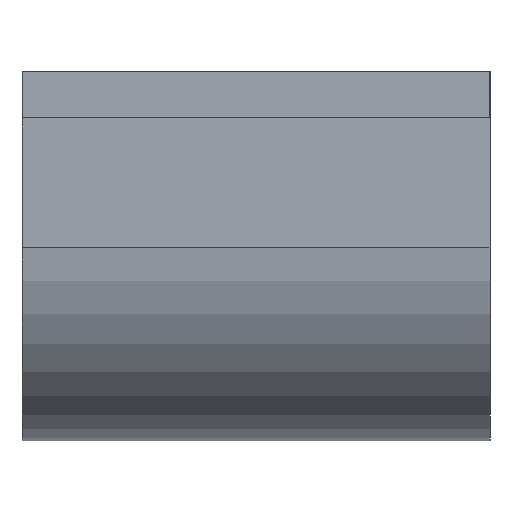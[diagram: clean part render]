
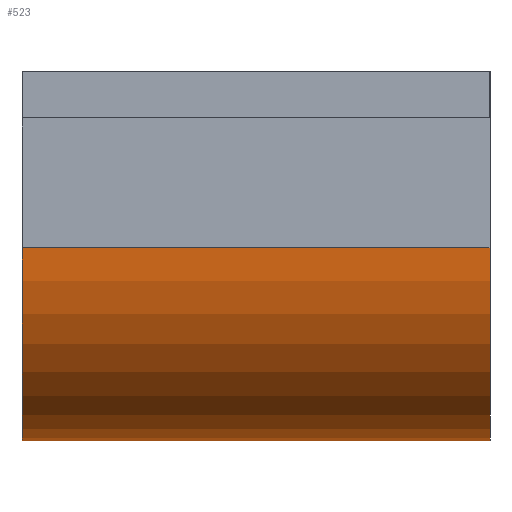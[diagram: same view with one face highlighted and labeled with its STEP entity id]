
A CAD part, left-side view. The second image highlights one B-rep face of the part: STEP entity #523.
In plain terms, the highlighted cylindrical face has radius 16.5 mm (diameter 33 mm), a partial arc.
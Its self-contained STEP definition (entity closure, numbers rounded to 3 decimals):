
#3 = ORIENTED_EDGE ( 'NONE', *, *, #325, .T. ) ;
#10 = EDGE_CURVE ( 'NONE', #740, #687, #770, .T. ) ;
#11 = CARTESIAN_POINT ( 'NONE',  ( 0., 0., -16.5 ) ) ;
#20 = CARTESIAN_POINT ( 'NONE',  ( -16.5, 40., 0. ) ) ;
#92 = EDGE_LOOP ( 'NONE', ( #214, #404, #3, #489 ) ) ;
#100 = DIRECTION ( 'NONE',  ( 0., 1., 0. ) ) ;
#103 = DIRECTION ( 'NONE',  ( 0., 0., 1. ) ) ;
#116 = DIRECTION ( 'NONE',  ( 0., -1., 0. ) ) ;
#120 = LINE ( 'NONE', #356, #235 ) ;
#154 = EDGE_CURVE ( 'NONE', #740, #592, #120, .T. ) ;
#174 = CYLINDRICAL_SURFACE ( 'NONE', #915, 16.5 ) ;
#185 = DIRECTION ( 'NONE',  ( 0., 0., -1. ) ) ;
#214 = ORIENTED_EDGE ( 'NONE', *, *, #10, .F. ) ;
#235 = VECTOR ( 'NONE', #116, 1000. ) ;
#284 = CARTESIAN_POINT ( 'NONE',  ( 0., 0., 0. ) ) ;
#322 = DIRECTION ( 'NONE',  ( 0., 1., 0. ) ) ;
#325 = EDGE_CURVE ( 'NONE', #592, #640, #416, .T. ) ;
#339 = CARTESIAN_POINT ( 'NONE',  ( -16.5, 40., 0. ) ) ;
#356 = CARTESIAN_POINT ( 'NONE',  ( 0., 40., -16.5 ) ) ;
#404 = ORIENTED_EDGE ( 'NONE', *, *, #154, .T. ) ;
#416 = CIRCLE ( 'NONE', #768, 16.5 ) ;
#489 = ORIENTED_EDGE ( 'NONE', *, *, #631, .F. ) ;
#493 = AXIS2_PLACEMENT_3D ( 'NONE', #773, #100, #789 ) ;
#523 = ADVANCED_FACE ( 'NONE', ( #709 ), #174, .T. ) ;
#568 = CARTESIAN_POINT ( 'NONE',  ( -16.5, 0., 0. ) ) ;
#592 = VERTEX_POINT ( 'NONE', #11 ) ;
#626 = VECTOR ( 'NONE', #845, 1000. ) ;
#631 = EDGE_CURVE ( 'NONE', #687, #640, #799, .T. ) ;
#637 = DIRECTION ( 'NONE',  ( 0., -1., 0. ) ) ;
#640 = VERTEX_POINT ( 'NONE', #568 ) ;
#649 = CARTESIAN_POINT ( 'NONE',  ( 0., 40., 0. ) ) ;
#660 = CARTESIAN_POINT ( 'NONE',  ( 0., 40., -16.5 ) ) ;
#687 = VERTEX_POINT ( 'NONE', #339 ) ;
#709 = FACE_OUTER_BOUND ( 'NONE', #92, .T. ) ;
#740 = VERTEX_POINT ( 'NONE', #660 ) ;
#768 = AXIS2_PLACEMENT_3D ( 'NONE', #284, #322, #103 ) ;
#770 = CIRCLE ( 'NONE', #493, 16.5 ) ;
#773 = CARTESIAN_POINT ( 'NONE',  ( 0., 40., 0. ) ) ;
#789 = DIRECTION ( 'NONE',  ( 0., 0., 1. ) ) ;
#799 = LINE ( 'NONE', #20, #626 ) ;
#845 = DIRECTION ( 'NONE',  ( 0., -1., 0. ) ) ;
#915 = AXIS2_PLACEMENT_3D ( 'NONE', #649, #637, #185 ) ;
